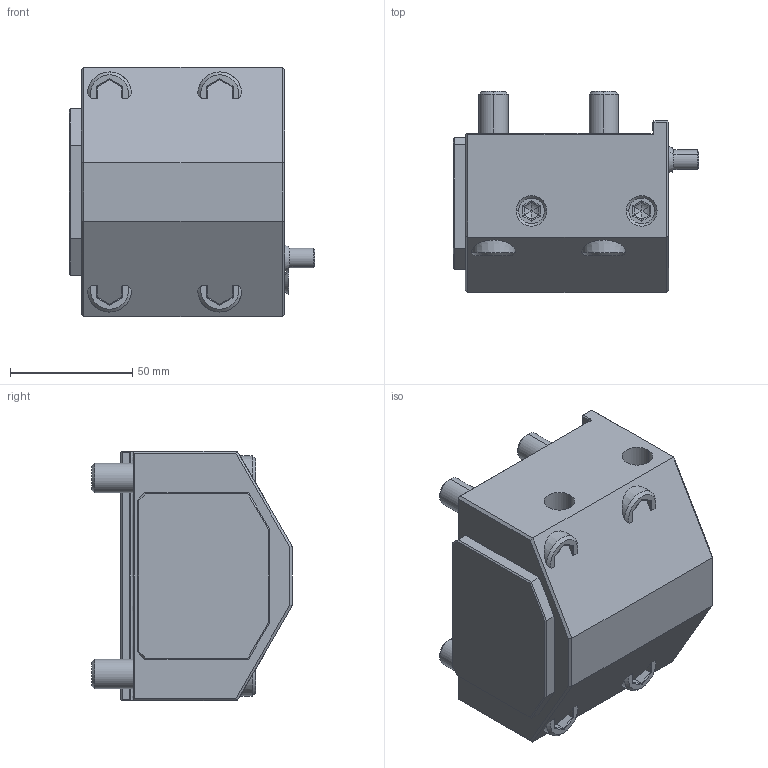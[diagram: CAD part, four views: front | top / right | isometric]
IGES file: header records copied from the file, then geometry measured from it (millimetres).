
Start section:  PTC IGES file: ngt_id_40_31_75_ha.igs
Global section: file name: ngt_id_40_31_75_ha.igs; native system: Pro/ENGINEER by Parametric Technology Corporation; preprocessor: 2010280; author: vali; organization: Unknown; date: 20230524.081453; units: millimetre
Bounding box: 100.34 x 82 x 102 mm (x, y, z)
Volume: 388413.7 mm3; surface area: 56909.9 mm2
Topology: 1 solids, 1 shells, 295 faces, 686 edges, 388 vertices
Faces by surface type: bspline 152, revolution 143
